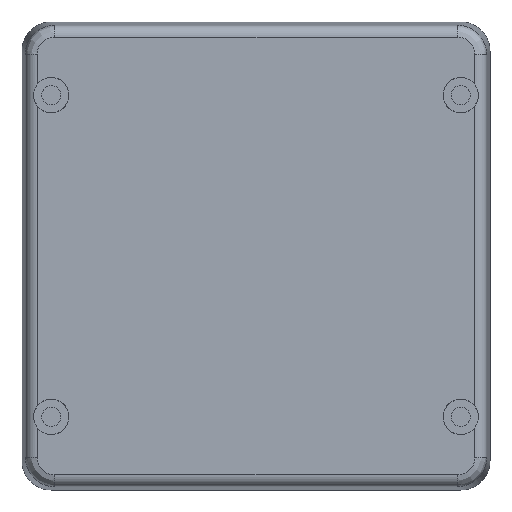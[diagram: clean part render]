
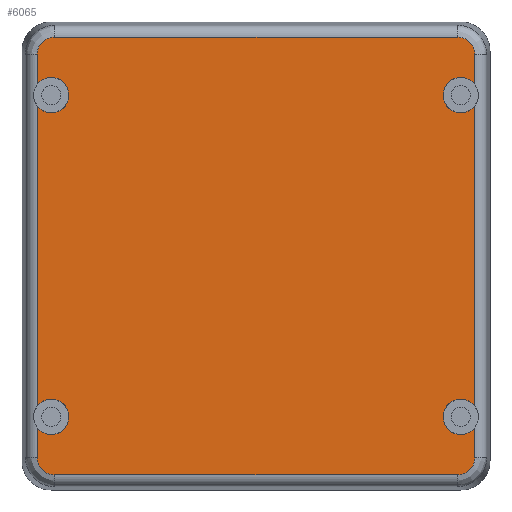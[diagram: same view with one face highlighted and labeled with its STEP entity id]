
A CAD part, front view. The second image highlights one B-rep face of the part: STEP entity #6065.
In plain terms, the highlighted planar face has unit normal (0, -1, 0).
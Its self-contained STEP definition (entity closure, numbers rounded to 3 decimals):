
#2690=DIRECTION('',(0.,0.,1.));
#2691=VECTOR('',#2690,102.928);
#2692=CARTESIAN_POINT('',(74.847,-70.,-51.464));
#2693=LINE('',#2692,#2691);
#2697=CARTESIAN_POINT('',(70.,-70.,-55.));
#2698=DIRECTION('',(0.,-1.,0.));
#2699=DIRECTION('',(0.808,0.,0.589));
#2700=AXIS2_PLACEMENT_3D('',#2697,#2698,#2699);
#2705=CARTESIAN_POINT('',(70.,-70.,-55.));
#2706=DIRECTION('',(0.,-1.,0.));
#2707=DIRECTION('',(-1.,0.,0.));
#2708=AXIS2_PLACEMENT_3D('',#2705,#2706,#2707);
#2713=DIRECTION('',(0.,0.,1.));
#2714=VECTOR('',#2713,10.312);
#2715=CARTESIAN_POINT('',(74.847,-70.,
-68.848));
#2716=LINE('',#2715,#2714);
#2720=CARTESIAN_POINT('',(68.848,-70.,
-74.847));
#2721=CARTESIAN_POINT('',(69.245,-70.,
-74.847));
#2722=CARTESIAN_POINT('',(70.022,-70.,
-74.77));
#2723=CARTESIAN_POINT('',(71.159,-70.,-74.427));
#2724=CARTESIAN_POINT('',(72.202,-70.,-73.869));
#2725=CARTESIAN_POINT('',(73.118,-70.,-73.118));
#2726=CARTESIAN_POINT('',(73.869,-70.,-72.202));
#2727=CARTESIAN_POINT('',(74.427,-70.,
-71.159));
#2728=CARTESIAN_POINT('',(74.77,-70.,
-70.022));
#2729=CARTESIAN_POINT('',(74.847,-70.,
-69.245));
#2730=CARTESIAN_POINT('',(74.847,-70.,
-68.848));
#2735=DIRECTION('',(1.,0.,0.));
#2736=VECTOR('',#2735,137.697);
#2737=CARTESIAN_POINT('',(-68.848,-70.,
-74.847));
#2738=LINE('',#2737,#2736);
#2742=CARTESIAN_POINT('',(-74.847,-70.,
-68.848));
#2743=CARTESIAN_POINT('',(-74.847,-70.,
-69.245));
#2744=CARTESIAN_POINT('',(-74.77,-70.,
-70.022));
#2745=CARTESIAN_POINT('',(-74.427,-70.,-71.159));
#2746=CARTESIAN_POINT('',(-73.869,-70.,-72.202));
#2747=CARTESIAN_POINT('',(-73.118,-70.,-73.118));
#2748=CARTESIAN_POINT('',(-72.202,-70.,-73.869));
#2749=CARTESIAN_POINT('',(-71.159,-70.,
-74.427));
#2750=CARTESIAN_POINT('',(-70.022,-70.,
-74.77));
#2751=CARTESIAN_POINT('',(-69.245,-70.,
-74.847));
#2752=CARTESIAN_POINT('',(-68.848,-70.,
-74.847));
#2757=DIRECTION('',(0.,0.,-1.));
#2758=VECTOR('',#2757,10.312);
#2759=CARTESIAN_POINT('',(-74.847,-70.,-58.536));
#2760=LINE('',#2759,#2758);
#2764=CARTESIAN_POINT('',(-70.,-70.,-55.));
#2765=DIRECTION('',(0.,-1.,0.));
#2766=DIRECTION('',(-0.808,0.,-0.589));
#2767=AXIS2_PLACEMENT_3D('',#2764,#2765,#2766);
#2772=CARTESIAN_POINT('',(-70.,-70.,-55.));
#2773=DIRECTION('',(0.,-1.,0.));
#2774=DIRECTION('',(1.,0.,0.));
#2775=AXIS2_PLACEMENT_3D('',#2772,#2773,#2774);
#2780=DIRECTION('',(0.,0.,-1.));
#2781=VECTOR('',#2780,102.928);
#2782=CARTESIAN_POINT('',(-74.847,-70.,51.464));
#2783=LINE('',#2782,#2781);
#2787=CARTESIAN_POINT('',(-70.,-70.,55.));
#2788=DIRECTION('',(0.,-1.,0.));
#2789=DIRECTION('',(-0.808,0.,-0.589));
#2790=AXIS2_PLACEMENT_3D('',#2787,#2788,#2789);
#2795=CARTESIAN_POINT('',(-70.,-70.,55.));
#2796=DIRECTION('',(0.,-1.,0.));
#2797=DIRECTION('',(1.,0.,0.));
#2798=AXIS2_PLACEMENT_3D('',#2795,#2796,#2797);
#2803=DIRECTION('',(0.,0.,-1.));
#2804=VECTOR('',#2803,10.312);
#2805=CARTESIAN_POINT('',(-74.847,-70.,
68.848));
#2806=LINE('',#2805,#2804);
#2810=CARTESIAN_POINT('',(-68.848,-70.,
74.847));
#2811=CARTESIAN_POINT('',(-69.245,-70.,
74.847));
#2812=CARTESIAN_POINT('',(-70.022,-70.,
74.77));
#2813=CARTESIAN_POINT('',(-71.159,-70.,74.427));
#2814=CARTESIAN_POINT('',(-72.202,-70.,73.869));
#2815=CARTESIAN_POINT('',(-73.118,-70.,73.118));
#2816=CARTESIAN_POINT('',(-73.869,-70.,72.202));
#2817=CARTESIAN_POINT('',(-74.427,-70.,
71.159));
#2818=CARTESIAN_POINT('',(-74.77,-70.,
70.022));
#2819=CARTESIAN_POINT('',(-74.847,-70.,
69.245));
#2820=CARTESIAN_POINT('',(-74.847,-70.,
68.848));
#2825=DIRECTION('',(-1.,0.,0.));
#2826=VECTOR('',#2825,137.697);
#2827=CARTESIAN_POINT('',(68.848,-70.,74.847));
#2828=LINE('',#2827,#2826);
#2832=CARTESIAN_POINT('',(74.847,-70.,68.848));
#2833=CARTESIAN_POINT('',(74.847,-70.,69.245));
#2834=CARTESIAN_POINT('',(74.77,-70.,70.022));
#2835=CARTESIAN_POINT('',(74.427,-70.,71.159));
#2836=CARTESIAN_POINT('',(73.869,-70.,72.202));
#2837=CARTESIAN_POINT('',(73.118,-70.,73.118));
#2838=CARTESIAN_POINT('',(72.202,-70.,73.869));
#2839=CARTESIAN_POINT('',(71.159,-70.,74.427));
#2840=CARTESIAN_POINT('',(70.022,-70.,74.77));
#2841=CARTESIAN_POINT('',(69.245,-70.,74.847));
#2842=CARTESIAN_POINT('',(68.848,-70.,74.847));
#2847=DIRECTION('',(0.,0.,1.));
#2848=VECTOR('',#2847,10.312);
#2849=CARTESIAN_POINT('',(74.847,-70.,58.536));
#2850=LINE('',#2849,#2848);
#2854=CARTESIAN_POINT('',(70.,-70.,55.));
#2855=DIRECTION('',(0.,-1.,0.));
#2856=DIRECTION('',(0.808,0.,0.589));
#2857=AXIS2_PLACEMENT_3D('',#2854,#2855,#2856);
#2862=CARTESIAN_POINT('',(70.,-70.,55.));
#2863=DIRECTION('',(0.,-1.,0.));
#2864=DIRECTION('',(-1.,0.,0.));
#2865=AXIS2_PLACEMENT_3D('',#2862,#2863,#2864);
#3574=CARTESIAN_POINT('',(-64.,-70.,55.));
#3575=VERTEX_POINT('',#3574);
#3576=CARTESIAN_POINT('',(64.,-70.,55.));
#3577=VERTEX_POINT('',#3576);
#3578=CARTESIAN_POINT('',(64.,-70.,-55.));
#3579=VERTEX_POINT('',#3578);
#3580=CARTESIAN_POINT('',(-64.,-70.,-55.));
#3581=VERTEX_POINT('',#3580);
#3582=CARTESIAN_POINT('',(74.847,-70.,-51.464));
#3583=CARTESIAN_POINT('',(74.847,-70.,51.464));
#3584=VERTEX_POINT('',#3582);
#3585=VERTEX_POINT('',#3583);
#3586=CARTESIAN_POINT('',(74.847,-70.,
-68.848));
#3587=CARTESIAN_POINT('',(74.847,-70.,-58.536));
#3588=VERTEX_POINT('',#3586);
#3589=VERTEX_POINT('',#3587);
#3590=VERTEX_POINT('',#2720);
#3593=CARTESIAN_POINT('',(-68.848,-70.,
-74.847));
#3594=VERTEX_POINT('',#3593);
#3597=VERTEX_POINT('',#2742);
#3599=CARTESIAN_POINT('',(-74.847,-70.,-58.536));
#3600=VERTEX_POINT('',#3599);
#3601=CARTESIAN_POINT('',(-74.847,-70.,51.464));
#3602=CARTESIAN_POINT('',(-74.847,-70.,-51.464));
#3603=VERTEX_POINT('',#3601);
#3604=VERTEX_POINT('',#3602);
#3605=CARTESIAN_POINT('',(74.847,-70.,58.536));
#3606=CARTESIAN_POINT('',(74.847,-70.,68.848));
#3607=VERTEX_POINT('',#3605);
#3608=VERTEX_POINT('',#3606);
#3609=VERTEX_POINT('',#2842);
#3612=CARTESIAN_POINT('',(-68.848,-70.,
74.847));
#3613=VERTEX_POINT('',#3612);
#3616=VERTEX_POINT('',#2820);
#3618=CARTESIAN_POINT('',(-74.847,-70.,58.536));
#3619=VERTEX_POINT('',#3618);
#6020=CARTESIAN_POINT('',(0.,-70.,0.));
#6021=DIRECTION('',(0.,1.,0.));
#6022=DIRECTION('',(1.,0.,0.));
#6023=AXIS2_PLACEMENT_3D('',#6020,#6021,#6022);
#6024=PLANE('',#6023);
#6026=ORIENTED_EDGE('',*,*,#6025,.F.);
#6028=ORIENTED_EDGE('',*,*,#6027,.T.);
#6030=ORIENTED_EDGE('',*,*,#6029,.T.);
#6032=ORIENTED_EDGE('',*,*,#6031,.F.);
#6034=ORIENTED_EDGE('',*,*,#6033,.F.);
#6036=ORIENTED_EDGE('',*,*,#6035,.F.);
#6038=ORIENTED_EDGE('',*,*,#6037,.F.);
#6040=ORIENTED_EDGE('',*,*,#6039,.F.);
#6042=ORIENTED_EDGE('',*,*,#6041,.T.);
#6044=ORIENTED_EDGE('',*,*,#6043,.T.);
#6046=ORIENTED_EDGE('',*,*,#6045,.F.);
#6047=ORIENTED_EDGE('',*,*,#6010,.T.);
#6048=ORIENTED_EDGE('',*,*,#5997,.T.);
#6050=ORIENTED_EDGE('',*,*,#6049,.F.);
#6052=ORIENTED_EDGE('',*,*,#6051,.F.);
#6054=ORIENTED_EDGE('',*,*,#6053,.F.);
#6056=ORIENTED_EDGE('',*,*,#6055,.F.);
#6058=ORIENTED_EDGE('',*,*,#6057,.F.);
#6060=ORIENTED_EDGE('',*,*,#6059,.T.);
#6062=ORIENTED_EDGE('',*,*,#6061,.T.);
#6063=EDGE_LOOP('',(#6026,#6028,#6030,#6032,#6034,#6036,#6038,#6040,#6042,#6044,
#6046,#6047,#6048,#6050,#6052,#6054,#6056,#6058,#6060,#6062));
#6064=FACE_OUTER_BOUND('',#6063,.F.);
#6065=ADVANCED_FACE('',(#6064),#6024,.F.);
#2701=CIRCLE('',#2700,6.);
#2709=CIRCLE('',#2708,6.);
#2731=B_SPLINE_CURVE_WITH_KNOTS('',3,(#2720,#2721,#2722,#2723,#2724,#2725,#2726,
#2727,#2728,#2729,#2730),.UNSPECIFIED.,.F.,.F.,(4,1,1,1,1,1,1,1,4),(0.,
0.125,0.25,0.375,0.5,0.625,0.75,0.875,1.),.UNSPECIFIED.);
#2753=B_SPLINE_CURVE_WITH_KNOTS('',3,(#2742,#2743,#2744,#2745,#2746,#2747,#2748,
#2749,#2750,#2751,#2752),.UNSPECIFIED.,.F.,.F.,(4,1,1,1,1,1,1,1,4),(0.,
0.125,0.25,0.375,0.5,0.625,0.75,0.875,1.),.UNSPECIFIED.);
#2768=CIRCLE('',#2767,6.);
#2776=CIRCLE('',#2775,6.);
#2791=CIRCLE('',#2790,6.);
#2799=CIRCLE('',#2798,6.);
#2821=B_SPLINE_CURVE_WITH_KNOTS('',3,(#2810,#2811,#2812,#2813,#2814,#2815,#2816,
#2817,#2818,#2819,#2820),.UNSPECIFIED.,.F.,.F.,(4,1,1,1,1,1,1,1,4),(0.,
0.125,0.25,0.375,0.5,0.625,0.75,0.875,1.),.UNSPECIFIED.);
#2843=B_SPLINE_CURVE_WITH_KNOTS('',3,(#2832,#2833,#2834,#2835,#2836,#2837,#2838,
#2839,#2840,#2841,#2842),.UNSPECIFIED.,.F.,.F.,(4,1,1,1,1,1,1,1,4),(0.,
0.125,0.25,0.375,0.5,0.625,0.75,0.875,1.),.UNSPECIFIED.);
#2858=CIRCLE('',#2857,6.);
#2866=CIRCLE('',#2865,6.);
#5997=EDGE_CURVE('',#3575,#3619,#2799,.T.);
#6010=EDGE_CURVE('',#3603,#3575,#2791,.T.);
#6025=EDGE_CURVE('',#3584,#3585,#2693,.T.);
#6027=EDGE_CURVE('',#3584,#3579,#2701,.T.);
#6029=EDGE_CURVE('',#3579,#3589,#2709,.T.);
#6031=EDGE_CURVE('',#3588,#3589,#2716,.T.);
#6033=EDGE_CURVE('',#3590,#3588,#2731,.T.);
#6035=EDGE_CURVE('',#3594,#3590,#2738,.T.);
#6037=EDGE_CURVE('',#3597,#3594,#2753,.T.);
#6039=EDGE_CURVE('',#3600,#3597,#2760,.T.);
#6041=EDGE_CURVE('',#3600,#3581,#2768,.T.);
#6043=EDGE_CURVE('',#3581,#3604,#2776,.T.);
#6045=EDGE_CURVE('',#3603,#3604,#2783,.T.);
#6049=EDGE_CURVE('',#3616,#3619,#2806,.T.);
#6051=EDGE_CURVE('',#3613,#3616,#2821,.T.);
#6053=EDGE_CURVE('',#3609,#3613,#2828,.T.);
#6055=EDGE_CURVE('',#3608,#3609,#2843,.T.);
#6057=EDGE_CURVE('',#3607,#3608,#2850,.T.);
#6059=EDGE_CURVE('',#3607,#3577,#2858,.T.);
#6061=EDGE_CURVE('',#3577,#3585,#2866,.T.);
